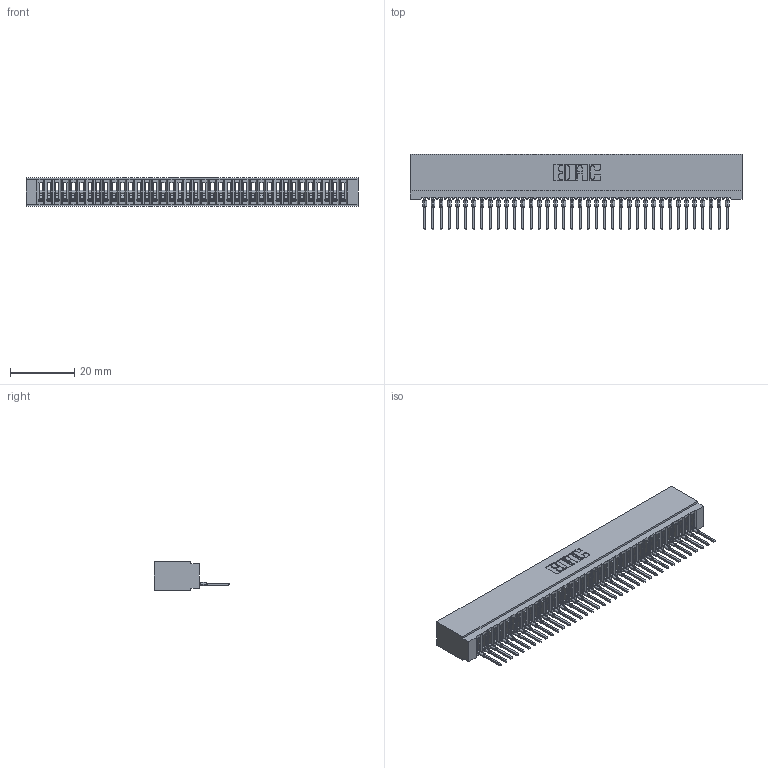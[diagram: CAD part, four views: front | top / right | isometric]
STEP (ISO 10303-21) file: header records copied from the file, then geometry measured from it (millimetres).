
FILE_DESCRIPTION (( 'STEP AP203' ), '1' );
FILE_NAME ('725-038-522-101.STEP', '2020-09-09T22:11:25', ( '' ), ( '' ), 'SwSTEP 2.0', 'SolidWorks 2020', '' );
FILE_SCHEMA (( 'CONFIG_CONTROL_DESIGN' ));
Length unit declared in the file: inch
Products named in the file (3): 745-292-001_522; 725 Part_Insulator Option - 01; 725-038-522-101
Assembly tree (39 placements, depth 2):
  725-038-522-101
    725 Part_Insulator Option - 01
    745-292-001_522  x38
Bounding box: 103.12 x 23.51 x 8.89 mm (x, y, z)
Volume: 7866 mm3; surface area: 15166.6 mm2
Topology: 39 solids, 39 shells, 4351 faces, 11958 edges, 7540 vertices
Faces by surface type: plane 2601, cylinder 762, bspline 760, torus 228
Entity records: 63274 total; most frequent: CARTESIAN_POINT 11649, ORIENTED_EDGE 11114, DIRECTION 9639, EDGE_CURVE 5557, VECTOR 5147, LINE 5147, VERTEX_POINT 3544, AXIS2_PLACEMENT_3D 2246
